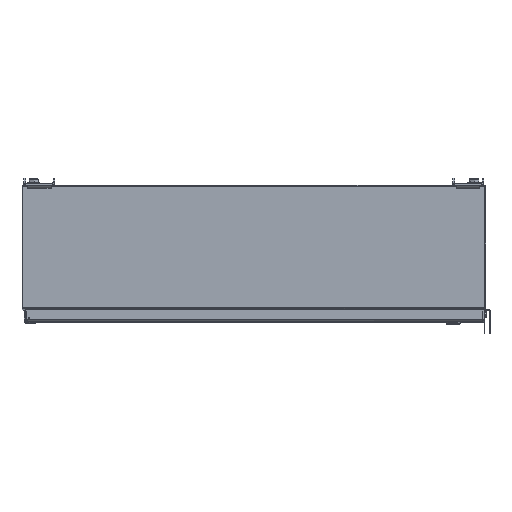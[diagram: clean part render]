
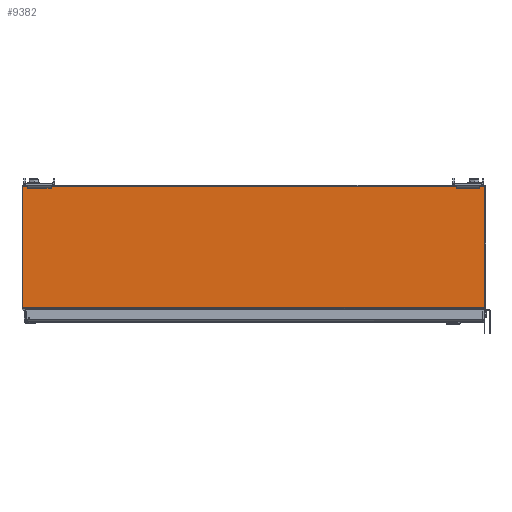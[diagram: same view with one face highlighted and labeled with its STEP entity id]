
A CAD part, top view. The second image highlights one B-rep face of the part: STEP entity #9382.
In plain terms, the highlighted planar face has unit normal (0, 0, 1).
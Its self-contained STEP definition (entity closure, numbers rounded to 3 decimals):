
#9382 = ADVANCED_FACE( '', ( #18813 ), #18814, .T. );
#18813 = FACE_OUTER_BOUND( '', #57317, .T. );
#18814 = PLANE( '', #57318 );
#57317 = EDGE_LOOP( '', ( #87729, #87730, #87731, #87732 ) );
#57318 = AXIS2_PLACEMENT_3D( '', #87733, #87734, #87735 );
#87729 = ORIENTED_EDGE( '', *, *, #97441, .T. );
#87730 = ORIENTED_EDGE( '', *, *, #97477, .T. );
#87731 = ORIENTED_EDGE( '', *, *, #96318, .T. );
#87732 = ORIENTED_EDGE( '', *, *, #90727, .T. );
#87733 = CARTESIAN_POINT( '', ( 0., 0., 0. ) );
#87734 = DIRECTION( '', ( 0., 0., 1. ) );
#87735 = DIRECTION( '', ( 1., 0., 0. ) );
#90727 = EDGE_CURVE( '', #101094, #101095, #101096, .T. );
#96318 = EDGE_CURVE( '', #109628, #101094, #109629, .T. );
#97441 = EDGE_CURVE( '', #101095, #111010, #111012, .T. );
#97477 = EDGE_CURVE( '', #111010, #109628, #111055, .T. );
#101094 = VERTEX_POINT( '', #118353 );
#101095 = VERTEX_POINT( '', #118354 );
#101096 = LINE( '', #118355, #118356 );
#109628 = VERTEX_POINT( '', #140886 );
#109629 = LINE( '', #140887, #140888 );
#111010 = VERTEX_POINT( '', #144701 );
#111012 = LINE( '', #144703, #144704 );
#111055 = LINE( '', #144770, #144771 );
#118353 = CARTESIAN_POINT( '', ( 379.476, 100.838, 0. ) );
#118354 = CARTESIAN_POINT( '', ( -379.476, 100.838, 0. ) );
#118355 = CARTESIAN_POINT( '', ( 379.476, 100.838, 0. ) );
#118356 = VECTOR( '', #148290, 1000. );
#140886 = CARTESIAN_POINT( '', ( 379.476, -98.501, 0. ) );
#140887 = CARTESIAN_POINT( '', ( 379.476, -100.838, 0. ) );
#140888 = VECTOR( '', #151846, 1000. );
#144701 = CARTESIAN_POINT( '', ( -379.476, -98.501, 0. ) );
#144703 = CARTESIAN_POINT( '', ( -379.476, 100.838, 0. ) );
#144704 = VECTOR( '', #152428, 1000. );
#144770 = CARTESIAN_POINT( '', ( -379.476, -98.501, 0. ) );
#144771 = VECTOR( '', #152451, 1000. );
#148290 = DIRECTION( '', ( -1., 0., 0. ) );
#151846 = DIRECTION( '', ( 0., 1., 0. ) );
#152428 = DIRECTION( '', ( 0., -1., 0. ) );
#152451 = DIRECTION( '', ( 1., 0., 0. ) );
